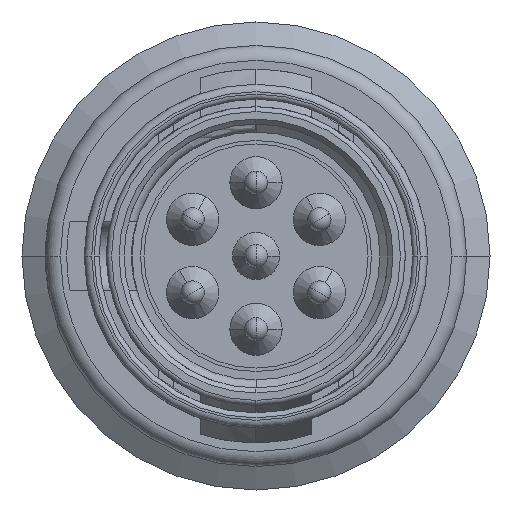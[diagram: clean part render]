
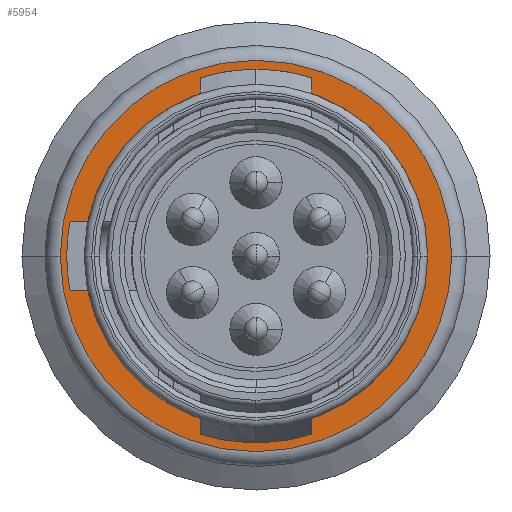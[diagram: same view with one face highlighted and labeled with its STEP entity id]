
A CAD part, left-side view. The second image highlights one B-rep face of the part: STEP entity #5954.
In plain terms, the highlighted face is planar.
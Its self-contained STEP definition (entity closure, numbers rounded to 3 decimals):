
#1838 = EDGE_LOOP ( 'NONE', ( #29766, #23063 ) ) ;
#4214 = DIRECTION ( 'NONE',  ( 1., 0., 0. ) ) ;
#4218 = PLANE ( 'NONE',  #12047 ) ;
#4234 = AXIS2_PLACEMENT_3D ( 'NONE', #14079, #4814, #28066 ) ;
#4469 = CARTESIAN_POINT ( 'NONE',  ( -3.93, 0., -12.93 ) ) ;
#4814 = DIRECTION ( 'NONE',  ( 0., 0., 1. ) ) ;
#5347 = DIRECTION ( 'NONE',  ( 1., 0., 0. ) ) ;
#5954 = ADVANCED_FACE ( 'NONE', ( #21793, #29518 ), #4218, .T. ) ;
#6042 = CIRCLE ( 'NONE', #14403, 3.93 ) ;
#7705 = VERTEX_POINT ( 'NONE', #36119 ) ;
#8405 = DIRECTION ( 'NONE',  ( 0., 0., 1. ) ) ;
#10084 = CARTESIAN_POINT ( 'NONE',  ( 0., 0., -12.93 ) ) ;
#10917 = CARTESIAN_POINT ( 'NONE',  ( 0., 0., -12.93 ) ) ;
#11467 = AXIS2_PLACEMENT_3D ( 'NONE', #34706, #8405, #5347 ) ;
#12047 = AXIS2_PLACEMENT_3D ( 'NONE', #10084, #13016, #33572 ) ;
#13016 = DIRECTION ( 'NONE',  ( 0., 0., -1. ) ) ;
#13365 = CARTESIAN_POINT ( 'NONE',  ( 0., 0., -12.93 ) ) ;
#13853 = DIRECTION ( 'NONE',  ( 0., 0., 1. ) ) ;
#14079 = CARTESIAN_POINT ( 'NONE',  ( 0., 0., -12.93 ) ) ;
#14403 = AXIS2_PLACEMENT_3D ( 'NONE', #10917, #13853, #16867 ) ;
#16867 = DIRECTION ( 'NONE',  ( 1., 0., 0. ) ) ;
#18425 = VERTEX_POINT ( 'NONE', #31408 ) ;
#18452 = CIRCLE ( 'NONE', #4234, 3.45 ) ;
#18582 = AXIS2_PLACEMENT_3D ( 'NONE', #13365, #33440, #4214 ) ;
#19977 = VERTEX_POINT ( 'NONE', #4469 ) ;
#21793 = FACE_BOUND ( 'NONE', #33679, .T. ) ;
#21884 = ORIENTED_EDGE ( 'NONE', *, *, #35026, .T. ) ;
#22993 = EDGE_CURVE ( 'NONE', #19977, #31628, #6042, .T. ) ;
#23063 = ORIENTED_EDGE ( 'NONE', *, *, #22993, .F. ) ;
#28066 = DIRECTION ( 'NONE',  ( 1., 0., 0. ) ) ;
#29518 = FACE_OUTER_BOUND ( 'NONE', #1838, .T. ) ;
#29766 = ORIENTED_EDGE ( 'NONE', *, *, #34914, .F. ) ;
#31167 = EDGE_CURVE ( 'NONE', #7705, #18425, #31314, .T. ) ;
#31314 = CIRCLE ( 'NONE', #11467, 3.45 ) ;
#31408 = CARTESIAN_POINT ( 'NONE',  ( -3.45, 0., -12.93 ) ) ;
#31524 = CARTESIAN_POINT ( 'NONE',  ( 3.93, 0., -12.93 ) ) ;
#31628 = VERTEX_POINT ( 'NONE', #31524 ) ;
#32913 = ORIENTED_EDGE ( 'NONE', *, *, #31167, .T. ) ;
#33440 = DIRECTION ( 'NONE',  ( 0., 0., 1. ) ) ;
#33572 = DIRECTION ( 'NONE',  ( -1., 0., 0. ) ) ;
#33679 = EDGE_LOOP ( 'NONE', ( #32913, #21884 ) ) ;
#34706 = CARTESIAN_POINT ( 'NONE',  ( 0., 0., -12.93 ) ) ;
#34914 = EDGE_CURVE ( 'NONE', #31628, #19977, #37624, .T. ) ;
#35026 = EDGE_CURVE ( 'NONE', #18425, #7705, #18452, .T. ) ;
#36119 = CARTESIAN_POINT ( 'NONE',  ( 3.45, 0., -12.93 ) ) ;
#37624 = CIRCLE ( 'NONE', #18582, 3.93 ) ;
